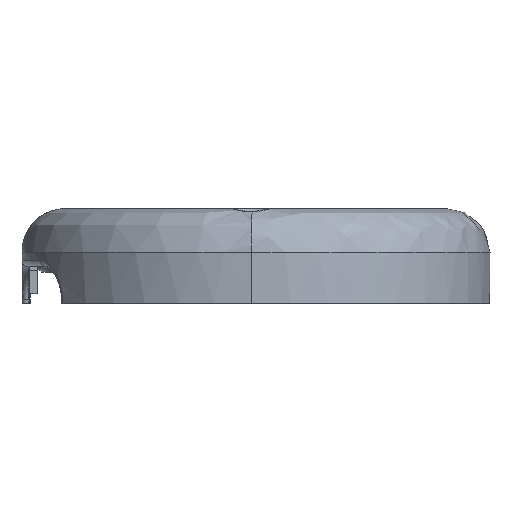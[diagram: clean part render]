
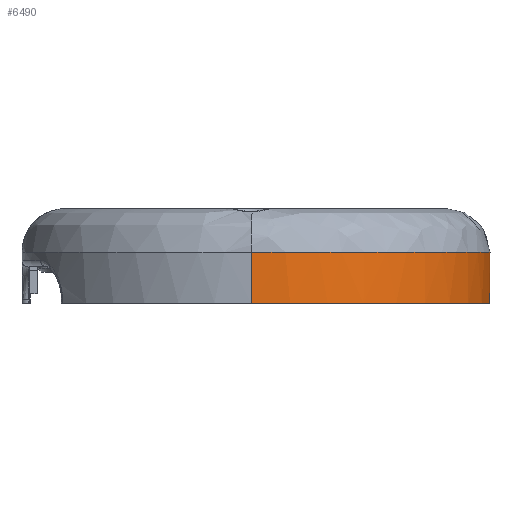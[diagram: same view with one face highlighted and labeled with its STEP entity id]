
A CAD part, left-side view. The second image highlights one B-rep face of the part: STEP entity #6490.
In plain terms, the highlighted cylindrical face has radius 30.344 mm (diameter 60.688 mm), a partial arc.
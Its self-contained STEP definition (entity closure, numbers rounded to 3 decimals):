
#359=B_SPLINE_CURVE_WITH_KNOTS('',3,(#15870,#15871,#15872,#15873,#15874,
#15875,#15876,#15877),.UNSPECIFIED.,.F.,.F.,(4,1,1,1,1,4),(3.816,
4.576,6.095,7.614,8.373,9.133),
 .UNSPECIFIED.);
#900=FACE_OUTER_BOUND('',#1326,.T.);
#1326=EDGE_LOOP('',(#5983,#5984,#5985,#5986));
#1358=LINE('',#9111,#1807);
#1776=LINE('',#15992,#2225);
#1807=VECTOR('',#7198,10.);
#2225=VECTOR('',#8714,10.);
#2252=CIRCLE('',#6548,30.344);
#2567=VERTEX_POINT('',#9108);
#2568=VERTEX_POINT('',#9110);
#2576=VERTEX_POINT('',#9143);
#3129=VERTEX_POINT('',#15869);
#3191=EDGE_CURVE('',#2567,#2568,#1358,.T.);
#3201=EDGE_CURVE('',#2576,#2567,#2252,.T.);
#4077=EDGE_CURVE('',#2568,#3129,#359,.T.);
#4083=EDGE_CURVE('',#2576,#3129,#1776,.T.);
#5983=ORIENTED_EDGE('',*,*,#4077,.F.);
#5984=ORIENTED_EDGE('',*,*,#3191,.F.);
#5985=ORIENTED_EDGE('',*,*,#3201,.F.);
#5986=ORIENTED_EDGE('',*,*,#4083,.T.);
#6115=CYLINDRICAL_SURFACE('',#7092,30.344);
#6490=ADVANCED_FACE('',(#900),#6115,.T.);
#6548=AXIS2_PLACEMENT_3D('',#9145,#7212,#7213);
#7092=AXIS2_PLACEMENT_3D('',#15993,#8715,#8716);
#7198=DIRECTION('',(0.,0.,1.));
#7212=DIRECTION('center_axis',(0.,0.,-1.));
#7213=DIRECTION('ref_axis',(-1.,0.023,0.));
#8714=DIRECTION('',(0.,0.,1.));
#8715=DIRECTION('center_axis',(0.,0.,1.));
#8716=DIRECTION('ref_axis',(-1.,0.023,0.));
#9108=CARTESIAN_POINT('',(-72.725,0.,-5.92));
#9110=CARTESIAN_POINT('',(-72.725,0.,0.743));
#9111=CARTESIAN_POINT('',(-72.725,0.,0.));
#9143=CARTESIAN_POINT('',(-26.206,-26.363,-5.92));
#9145=CARTESIAN_POINT('Origin',(-42.389,-0.694,-5.92));
#15869=CARTESIAN_POINT('',(-26.206,-26.363,0.743));
#15870=CARTESIAN_POINT('Ctrl Pts',(-72.725,0.,
0.743));
#15871=CARTESIAN_POINT('Ctrl Pts',(-72.796,-3.114,
0.743));
#15872=CARTESIAN_POINT('Ctrl Pts',(-71.584,-12.5,
0.743));
#15873=CARTESIAN_POINT('Ctrl Pts',(-62.456,-26.05,
0.743));
#15874=CARTESIAN_POINT('Ctrl Pts',(-47.173,-31.817,
0.743));
#15875=CARTESIAN_POINT('Ctrl Pts',(-34.621,-30.519,
0.743));
#15876=CARTESIAN_POINT('Ctrl Pts',(-28.839,-28.022,
0.743));
#15877=CARTESIAN_POINT('Ctrl Pts',(-26.206,-26.363,
0.743));
#15992=CARTESIAN_POINT('',(-26.206,-26.363,0.));
#15993=CARTESIAN_POINT('Origin',(-42.389,-0.694,0.));
